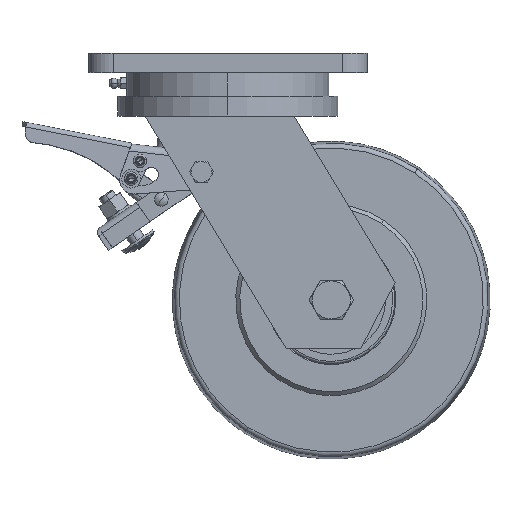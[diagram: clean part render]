
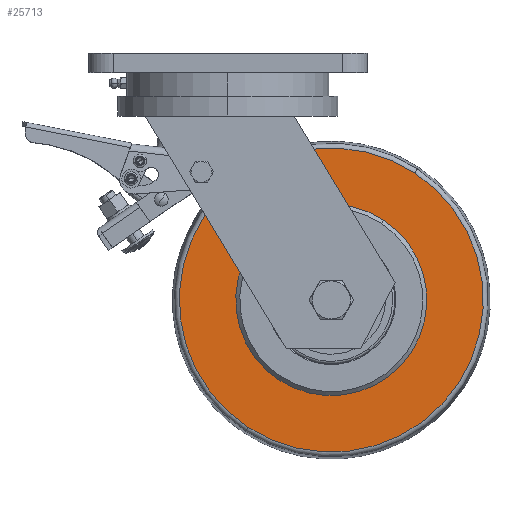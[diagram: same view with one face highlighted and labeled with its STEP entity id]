
A CAD part, top view. The second image highlights one B-rep face of the part: STEP entity #25713.
In plain terms, the highlighted planar face has unit normal (0, 0, 1).
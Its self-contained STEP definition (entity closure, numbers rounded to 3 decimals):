
#280 = AXIS2_PLACEMENT_3D ( 'NONE', #768, #18301, #18189 ) ;
#768 = CARTESIAN_POINT ( 'NONE',  ( 65., -155., 27.5 ) ) ;
#4173 = EDGE_CURVE ( 'NONE', #4603, #6253, #28088, .T. ) ;
#4439 = FACE_BOUND ( 'NONE', #13040, .T. ) ;
#4603 = VERTEX_POINT ( 'NONE', #7220 ) ;
#4880 = PLANE ( 'NONE',  #17869 ) ;
#5934 = ORIENTED_EDGE ( 'NONE', *, *, #4173, .T. ) ;
#6253 = VERTEX_POINT ( 'NONE', #31041 ) ;
#6653 = CIRCLE ( 'NONE', #31180, 60. ) ;
#7220 = CARTESIAN_POINT ( 'NONE',  ( 117.355, -75.165, 27.5 ) ) ;
#7473 = CARTESIAN_POINT ( 'NONE',  ( 97.903, -104.827, 27.5 ) ) ;
#7705 = VERTEX_POINT ( 'NONE', #27182 ) ;
#8373 = DIRECTION ( 'NONE',  ( 0., 0., 1. ) ) ;
#8754 = EDGE_CURVE ( 'NONE', #7705, #25017, #16955, .T. ) ;
#9692 = CARTESIAN_POINT ( 'NONE',  ( 65., -155., 27.5 ) ) ;
#9849 = DIRECTION ( 'NONE',  ( -0.548, -0.836, 0. ) ) ;
#9912 = DIRECTION ( 'NONE',  ( -0.548, -0.836, 0. ) ) ;
#11917 = ORIENTED_EDGE ( 'NONE', *, *, #14823, .T. ) ;
#13040 = EDGE_LOOP ( 'NONE', ( #27987, #11917 ) ) ;
#13114 = CARTESIAN_POINT ( 'NONE',  ( 65., -155., 27.5 ) ) ;
#14823 = EDGE_CURVE ( 'NONE', #25017, #7705, #6653, .T. ) ;
#15590 = EDGE_LOOP ( 'NONE', ( #32268, #5934 ) ) ;
#16955 = CIRCLE ( 'NONE', #280, 60. ) ;
#17287 = DIRECTION ( 'NONE',  ( 0., 0., 1. ) ) ;
#17869 = AXIS2_PLACEMENT_3D ( 'NONE', #9692, #24909, #9912 ) ;
#18189 = DIRECTION ( 'NONE',  ( -0.548, -0.836, 0. ) ) ;
#18301 = DIRECTION ( 'NONE',  ( 0., 0., -1. ) ) ;
#18459 = DIRECTION ( 'NONE',  ( 0., 0., -1. ) ) ;
#23182 = DIRECTION ( 'NONE',  ( -0.548, -0.836, 0. ) ) ;
#24909 = DIRECTION ( 'NONE',  ( 0., 0., -1. ) ) ;
#25017 = VERTEX_POINT ( 'NONE', #7473 ) ;
#25713 = ADVANCED_FACE ( 'NONE', ( #4439, #30339 ), #4880, .F. ) ;
#26795 = AXIS2_PLACEMENT_3D ( 'NONE', #32119, #17287, #9849 ) ;
#27182 = CARTESIAN_POINT ( 'NONE',  ( 32.097, -205.173, 27.5 ) ) ;
#27642 = AXIS2_PLACEMENT_3D ( 'NONE', #13114, #8373, #23182 ) ;
#27987 = ORIENTED_EDGE ( 'NONE', *, *, #8754, .T. ) ;
#28088 = CIRCLE ( 'NONE', #27642, 95.471 ) ;
#28229 = CIRCLE ( 'NONE', #26795, 95.471 ) ;
#28671 = DIRECTION ( 'NONE',  ( -0.548, -0.836, 0. ) ) ;
#29358 = EDGE_CURVE ( 'NONE', #6253, #4603, #28229, .T. ) ;
#30339 = FACE_OUTER_BOUND ( 'NONE', #15590, .T. ) ;
#30854 = CARTESIAN_POINT ( 'NONE',  ( 65., -155., 27.5 ) ) ;
#31041 = CARTESIAN_POINT ( 'NONE',  ( 12.645, -234.835, 27.5 ) ) ;
#31180 = AXIS2_PLACEMENT_3D ( 'NONE', #30854, #18459, #28671 ) ;
#32119 = CARTESIAN_POINT ( 'NONE',  ( 65., -155., 27.5 ) ) ;
#32268 = ORIENTED_EDGE ( 'NONE', *, *, #29358, .T. ) ;
